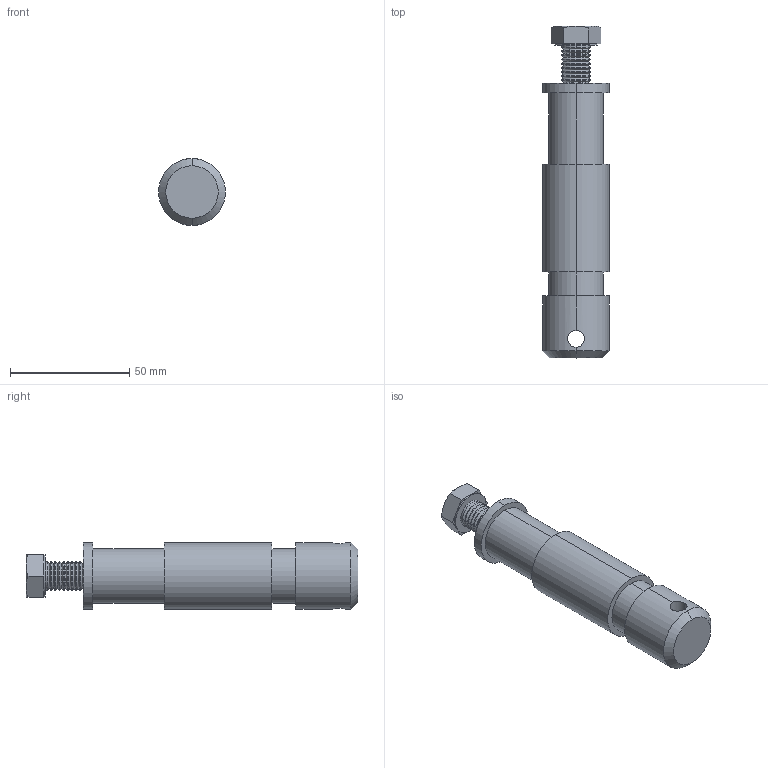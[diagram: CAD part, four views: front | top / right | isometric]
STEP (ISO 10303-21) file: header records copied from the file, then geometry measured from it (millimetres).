
FILE_DESCRIPTION (( 'STEP AP203' ), '1' );
FILE_NAME ('T74303.STEP', '2018-09-05T14:23:34', ( '' ), ( '' ), 'SwSTEP 2.0', 'SolidWorks 2016', '' );
FILE_SCHEMA (( 'CONFIG_CONTROL_DESIGN' ));
Length unit declared in the file: millimetre
Products named in the file (3): TH1247; T74303; Hex Bolt_ISO 4016 - M12 x 45 x 45-WS
Assembly tree (2 placements, depth 2):
  T74303
    TH1247
    Hex Bolt_ISO 4016 - M12 x 45 x 45-WS
Bounding box: 28 x 138.95 x 28 mm (x, y, z)
Volume: 64304.3 mm3; surface area: 16819.9 mm2
Topology: 2 solids, 2 shells, 201 faces, 512 edges, 317 vertices
Faces by surface type: cone 112, cylinder 68, plane 21
Entity records: 6601 total; most frequent: CARTESIAN_POINT 1237, DIRECTION 1198, ORIENTED_EDGE 1020, EDGE_CURVE 510, AXIS2_PLACEMENT_3D 502, VERTEX_POINT 317, CIRCLE 296, EDGE_LOOP 207
